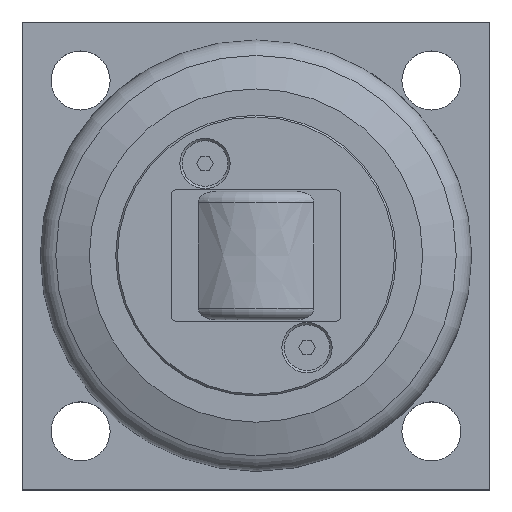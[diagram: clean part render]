
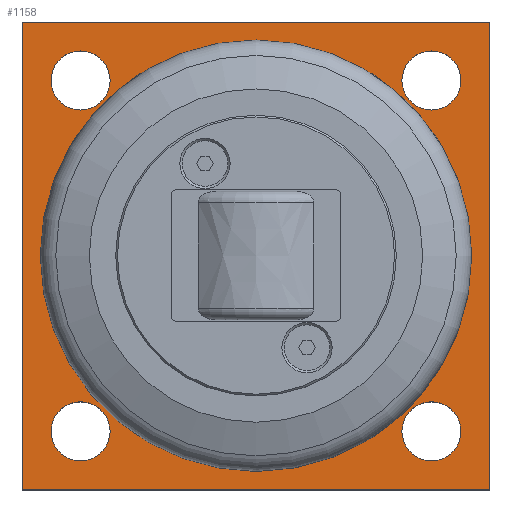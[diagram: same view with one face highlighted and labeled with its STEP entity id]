
A CAD part, top view. The second image highlights one B-rep face of the part: STEP entity #1158.
In plain terms, the highlighted planar face has unit normal (0, 0, 1).
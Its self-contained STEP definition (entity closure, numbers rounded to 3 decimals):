
#56=FACE_BOUND('',#254,.T.);
#57=FACE_BOUND('',#255,.T.);
#58=FACE_BOUND('',#256,.T.);
#59=FACE_BOUND('',#257,.T.);
#60=FACE_BOUND('',#258,.T.);
#107=CIRCLE('',#1281,23.5);
#108=CIRCLE('',#1282,5.053);
#109=CIRCLE('',#1283,5.053);
#110=CIRCLE('',#1284,5.053);
#111=CIRCLE('',#1285,5.053);
#112=CIRCLE('',#1286,5.053);
#113=CIRCLE('',#1287,5.053);
#114=CIRCLE('',#1288,5.053);
#115=CIRCLE('',#1289,5.053);
#182=FACE_OUTER_BOUND('',#253,.T.);
#253=EDGE_LOOP('',(#970,#971,#972,#973));
#254=EDGE_LOOP('',(#974));
#255=EDGE_LOOP('',(#975,#976));
#256=EDGE_LOOP('',(#977,#978));
#257=EDGE_LOOP('',(#979,#980));
#258=EDGE_LOOP('',(#981,#982));
#355=LINE('',#1982,#445);
#356=LINE('',#1984,#446);
#357=LINE('',#1986,#447);
#358=LINE('',#1987,#448);
#445=VECTOR('',#1568,10.);
#446=VECTOR('',#1569,10.);
#447=VECTOR('',#1570,10.);
#448=VECTOR('',#1571,10.);
#544=VERTEX_POINT('',#1980);
#545=VERTEX_POINT('',#1981);
#546=VERTEX_POINT('',#1983);
#547=VERTEX_POINT('',#1985);
#548=VERTEX_POINT('',#1988);
#549=VERTEX_POINT('',#1990);
#550=VERTEX_POINT('',#1991);
#551=VERTEX_POINT('',#1994);
#552=VERTEX_POINT('',#1995);
#553=VERTEX_POINT('',#1998);
#554=VERTEX_POINT('',#1999);
#555=VERTEX_POINT('',#2002);
#556=VERTEX_POINT('',#2003);
#695=EDGE_CURVE('',#544,#545,#355,.T.);
#696=EDGE_CURVE('',#546,#544,#356,.T.);
#697=EDGE_CURVE('',#547,#546,#357,.T.);
#698=EDGE_CURVE('',#545,#547,#358,.T.);
#699=EDGE_CURVE('',#548,#548,#107,.T.);
#700=EDGE_CURVE('',#549,#550,#108,.T.);
#701=EDGE_CURVE('',#550,#549,#109,.T.);
#702=EDGE_CURVE('',#551,#552,#110,.T.);
#703=EDGE_CURVE('',#552,#551,#111,.T.);
#704=EDGE_CURVE('',#553,#554,#112,.T.);
#705=EDGE_CURVE('',#554,#553,#113,.T.);
#706=EDGE_CURVE('',#555,#556,#114,.T.);
#707=EDGE_CURVE('',#556,#555,#115,.T.);
#970=ORIENTED_EDGE('',*,*,#695,.F.);
#971=ORIENTED_EDGE('',*,*,#696,.F.);
#972=ORIENTED_EDGE('',*,*,#697,.F.);
#973=ORIENTED_EDGE('',*,*,#698,.F.);
#974=ORIENTED_EDGE('',*,*,#699,.T.);
#975=ORIENTED_EDGE('',*,*,#700,.T.);
#976=ORIENTED_EDGE('',*,*,#701,.T.);
#977=ORIENTED_EDGE('',*,*,#702,.T.);
#978=ORIENTED_EDGE('',*,*,#703,.T.);
#979=ORIENTED_EDGE('',*,*,#704,.T.);
#980=ORIENTED_EDGE('',*,*,#705,.T.);
#981=ORIENTED_EDGE('',*,*,#706,.T.);
#982=ORIENTED_EDGE('',*,*,#707,.T.);
#1105=PLANE('',#1280);
#1158=ADVANCED_FACE('',(#182,#56,#57,#58,#59,#60),#1105,.T.);
#1280=AXIS2_PLACEMENT_3D('',#1979,#1566,#1567);
#1281=AXIS2_PLACEMENT_3D('',#1989,#1572,#1573);
#1282=AXIS2_PLACEMENT_3D('',#1992,#1574,#1575);
#1283=AXIS2_PLACEMENT_3D('',#1993,#1576,#1577);
#1284=AXIS2_PLACEMENT_3D('',#1996,#1578,#1579);
#1285=AXIS2_PLACEMENT_3D('',#1997,#1580,#1581);
#1286=AXIS2_PLACEMENT_3D('',#2000,#1582,#1583);
#1287=AXIS2_PLACEMENT_3D('',#2001,#1584,#1585);
#1288=AXIS2_PLACEMENT_3D('',#2004,#1586,#1587);
#1289=AXIS2_PLACEMENT_3D('',#2005,#1588,#1589);
#1566=DIRECTION('center_axis',(0.,0.,1.));
#1567=DIRECTION('ref_axis',(1.,0.,0.));
#1568=DIRECTION('',(0.,1.,0.));
#1569=DIRECTION('',(-1.,0.,0.));
#1570=DIRECTION('',(0.,-1.,0.));
#1571=DIRECTION('',(1.,0.,0.));
#1572=DIRECTION('center_axis',(0.,0.,-1.));
#1573=DIRECTION('ref_axis',(0.,-1.,0.));
#1574=DIRECTION('center_axis',(0.,0.,-1.));
#1575=DIRECTION('ref_axis',(1.,0.,0.));
#1576=DIRECTION('center_axis',(0.,0.,-1.));
#1577=DIRECTION('ref_axis',(1.,0.,0.));
#1578=DIRECTION('center_axis',(0.,0.,-1.));
#1579=DIRECTION('ref_axis',(1.,0.,0.));
#1580=DIRECTION('center_axis',(0.,0.,-1.));
#1581=DIRECTION('ref_axis',(1.,0.,0.));
#1582=DIRECTION('center_axis',(0.,0.,-1.));
#1583=DIRECTION('ref_axis',(1.,0.,0.));
#1584=DIRECTION('center_axis',(0.,0.,-1.));
#1585=DIRECTION('ref_axis',(1.,0.,0.));
#1586=DIRECTION('center_axis',(0.,0.,-1.));
#1587=DIRECTION('ref_axis',(1.,0.,0.));
#1588=DIRECTION('center_axis',(0.,0.,-1.));
#1589=DIRECTION('ref_axis',(1.,0.,0.));
#1979=CARTESIAN_POINT('Origin',(40.,40.,15.));
#1980=CARTESIAN_POINT('',(0.,0.,15.));
#1981=CARTESIAN_POINT('',(0.,80.,15.));
#1982=CARTESIAN_POINT('',(0.,80.,15.));
#1983=CARTESIAN_POINT('',(80.,0.,15.));
#1984=CARTESIAN_POINT('',(0.,0.,15.));
#1985=CARTESIAN_POINT('',(80.,80.,15.));
#1986=CARTESIAN_POINT('',(80.,0.,15.));
#1987=CARTESIAN_POINT('',(80.,80.,15.));
#1988=CARTESIAN_POINT('',(40.,63.5,15.));
#1989=CARTESIAN_POINT('Origin',(40.,40.,15.));
#1990=CARTESIAN_POINT('',(15.053,10.,15.));
#1991=CARTESIAN_POINT('',(4.947,10.,15.));
#1992=CARTESIAN_POINT('Origin',(10.,10.,15.));
#1993=CARTESIAN_POINT('Origin',(10.,10.,15.));
#1994=CARTESIAN_POINT('',(75.053,10.,15.));
#1995=CARTESIAN_POINT('',(64.947,10.,15.));
#1996=CARTESIAN_POINT('Origin',(70.,10.,15.));
#1997=CARTESIAN_POINT('Origin',(70.,10.,15.));
#1998=CARTESIAN_POINT('',(75.053,70.,15.));
#1999=CARTESIAN_POINT('',(64.947,70.,15.));
#2000=CARTESIAN_POINT('Origin',(70.,70.,15.));
#2001=CARTESIAN_POINT('Origin',(70.,70.,15.));
#2002=CARTESIAN_POINT('',(15.053,70.,15.));
#2003=CARTESIAN_POINT('',(4.947,70.,15.));
#2004=CARTESIAN_POINT('Origin',(10.,70.,15.));
#2005=CARTESIAN_POINT('Origin',(10.,70.,15.));
